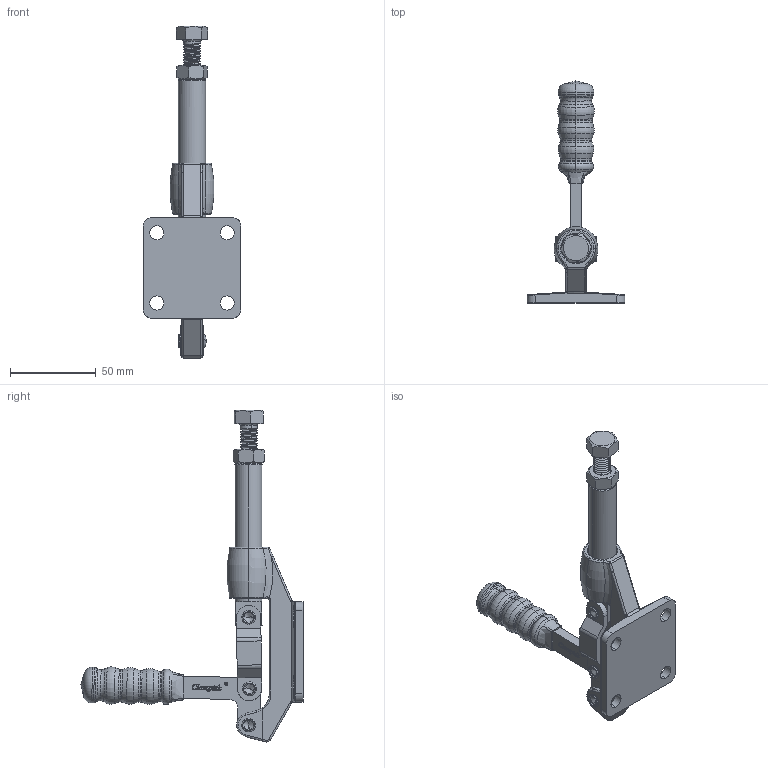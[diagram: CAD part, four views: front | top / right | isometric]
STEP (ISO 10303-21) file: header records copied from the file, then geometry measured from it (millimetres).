
FILE_DESCRIPTION (( 'STEP AP203' ), '1' );
FILE_NAME ('CH-305-EM.STEP', '2010-06-07T07:37:07', ( '微软用户' ), ( '微软中国' ), 'SwSTEP 2.0', 'SolidWorks 2008', '' );
FILE_SCHEMA (( 'CONFIG_CONTROL_DESIGN' ));
Products named in the file (9): CH-304-EM-01 BASE_默认; CH-304-05_默认; M10 Nut_默认; CH-305-EM; CH-304-EM-02 CREST STALK_默认; CH-305-EM-03 HANDLE_默认; CH-304-04 CONNECTING-PLATE_默认; CH-304-M-07_默认; M10X50_默认
Assembly tree (11 placements, depth 2):
  CH-305-EM
    M10 Nut_默认
    CH-304-EM-02 CREST STALK_默认
    CH-304-05_默认  x3
    CH-304-EM-01 BASE_默认
    CH-304-04 CONNECTING-PLATE_默认  x2
    CH-304-M-07_默认
    CH-305-EM-03 HANDLE_默认
    M10X50_默认
Bounding box: 57.2 x 129.83 x 194.1 mm (x, y, z)
Volume: 89623.6 mm3; surface area: 44751.5 mm2
Topology: 11 solids, 11 shells, 832 faces, 2198 edges, 1403 vertices
Faces by surface type: plane 250, cylinder 248, bspline 216, torus 71, cone 45, sphere 2
Entity records: 38616 total; most frequent: CARTESIAN_POINT 20506, ORIENTED_EDGE 4098, DIRECTION 2792, EDGE_CURVE 2049, VERTEX_POINT 1323, VECTOR 968, LINE 968, AXIS2_PLACEMENT_3D 912
